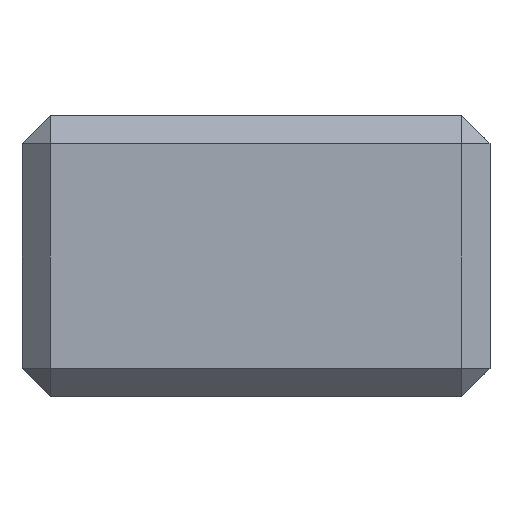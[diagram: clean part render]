
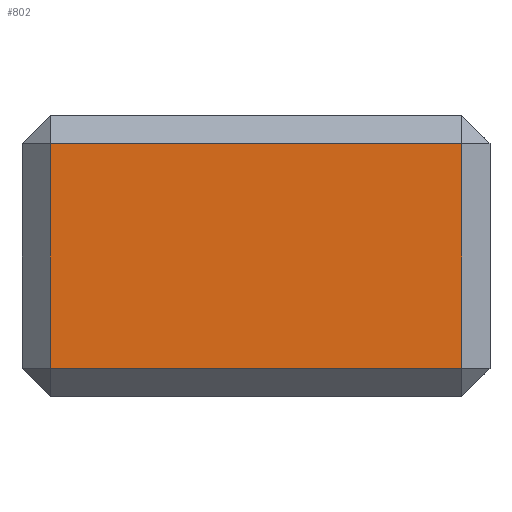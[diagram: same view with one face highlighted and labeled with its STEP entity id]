
A CAD part, front view. The second image highlights one B-rep face of the part: STEP entity #802.
In plain terms, the highlighted planar face has unit normal (0, -1, 0).
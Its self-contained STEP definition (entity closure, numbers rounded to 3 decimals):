
#81=FACE_OUTER_BOUND('',#131,.T.);
#131=EDGE_LOOP('',(#658,#659,#660,#661));
#191=LINE('',#1246,#280);
#201=LINE('',#1266,#290);
#206=LINE('',#1276,#295);
#208=LINE('',#1279,#297);
#280=VECTOR('',#1003,10.);
#290=VECTOR('',#1021,10.);
#295=VECTOR('',#1030,10.);
#297=VECTOR('',#1034,10.);
#370=VERTEX_POINT('',#1237);
#371=VERTEX_POINT('',#1241);
#375=VERTEX_POINT('',#1258);
#380=VERTEX_POINT('',#1271);
#451=EDGE_CURVE('',#370,#371,#191,.T.);
#461=EDGE_CURVE('',#375,#370,#201,.T.);
#466=EDGE_CURVE('',#371,#380,#206,.T.);
#468=EDGE_CURVE('',#380,#375,#208,.T.);
#658=ORIENTED_EDGE('',*,*,#451,.F.);
#659=ORIENTED_EDGE('',*,*,#461,.F.);
#660=ORIENTED_EDGE('',*,*,#468,.F.);
#661=ORIENTED_EDGE('',*,*,#466,.F.);
#759=PLANE('',#878);
#802=ADVANCED_FACE('',(#81),#759,.F.);
#878=AXIS2_PLACEMENT_3D('',#1321,#1083,#1084);
#1003=DIRECTION('',(1.,0.,0.));
#1021=DIRECTION('',(0.,0.,1.));
#1030=DIRECTION('',(0.,0.,-1.));
#1034=DIRECTION('',(-1.,0.,0.));
#1083=DIRECTION('center_axis',(0.,1.,0.));
#1084=DIRECTION('ref_axis',(1.,0.,0.));
#1237=CARTESIAN_POINT('',(-13.4,0.,-13.4));
#1241=CARTESIAN_POINT('',(-4.6,0.,-13.4));
#1246=CARTESIAN_POINT('',(-11.5,0.,-13.4));
#1258=CARTESIAN_POINT('',(-13.4,0.,-18.2));
#1266=CARTESIAN_POINT('',(-13.4,0.,-17.3));
#1271=CARTESIAN_POINT('',(-4.6,0.,-18.2));
#1276=CARTESIAN_POINT('',(-4.6,0.,-14.3));
#1279=CARTESIAN_POINT('',(-6.5,0.,-18.2));
#1321=CARTESIAN_POINT('Origin',(-9.,0.,-15.8));
